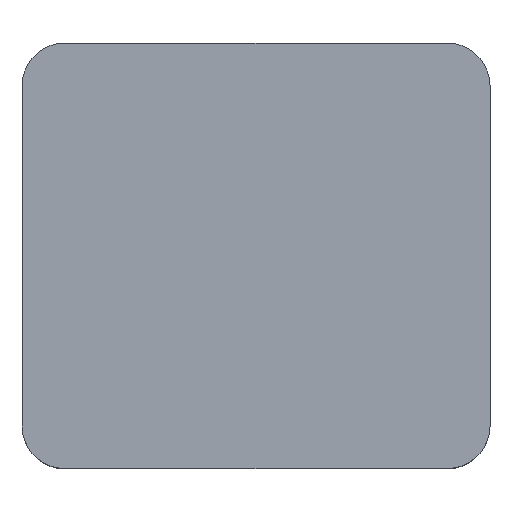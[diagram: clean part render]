
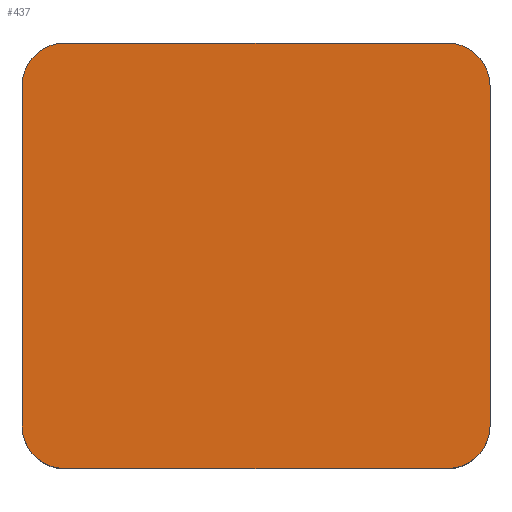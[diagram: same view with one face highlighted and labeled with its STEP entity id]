
A CAD part, top view. The second image highlights one B-rep face of the part: STEP entity #437.
In plain terms, the highlighted planar face has unit normal (0, 0, 1).
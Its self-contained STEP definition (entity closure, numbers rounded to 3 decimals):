
#32 = PLANE('',#33);
#33 = AXIS2_PLACEMENT_3D('',#34,#35,#36);
#34 = CARTESIAN_POINT('',(2.75,2.5,0.));
#35 = DIRECTION('',(0.,-1.,0.));
#36 = DIRECTION('',(-1.,0.,0.));
#57 = VERTEX_POINT('',#58);
#58 = CARTESIAN_POINT('',(2.25,2.5,3.));
#72 = CYLINDRICAL_SURFACE('',#73,0.5);
#73 = AXIS2_PLACEMENT_3D('',#74,#75,#76);
#74 = CARTESIAN_POINT('',(2.25,2.,0.));
#75 = DIRECTION('',(0.,0.,1.));
#76 = DIRECTION('',(0.,1.,0.));
#84 = EDGE_CURVE('',#57,#85,#87,.T.);
#85 = VERTEX_POINT('',#86);
#86 = CARTESIAN_POINT('',(-2.25,2.5,3.));
#87 = SURFACE_CURVE('',#88,(#92,#99),.PCURVE_S1.);
#88 = LINE('',#89,#90);
#89 = CARTESIAN_POINT('',(2.75,2.5,3.));
#90 = VECTOR('',#91,1.);
#91 = DIRECTION('',(-1.,0.,0.));
#92 = PCURVE('',#32,#93);
#93 = DEFINITIONAL_REPRESENTATION('',(#94),#98);
#94 = LINE('',#95,#96);
#95 = CARTESIAN_POINT('',(0.,-3.));
#96 = VECTOR('',#97,1.);
#97 = DIRECTION('',(1.,0.));
#98 = ( GEOMETRIC_REPRESENTATION_CONTEXT(2) 
PARAMETRIC_REPRESENTATION_CONTEXT() REPRESENTATION_CONTEXT('2D SPACE',''
  ) );
#99 = PCURVE('',#100,#105);
#100 = PLANE('',#101);
#101 = AXIS2_PLACEMENT_3D('',#102,#103,#104);
#102 = CARTESIAN_POINT('',(0.,0.,3.));
#103 = DIRECTION('',(0.,0.,1.));
#104 = DIRECTION('',(1.,0.,0.));
#105 = DEFINITIONAL_REPRESENTATION('',(#106),#110);
#106 = LINE('',#107,#108);
#107 = CARTESIAN_POINT('',(2.75,2.5));
#108 = VECTOR('',#109,1.);
#109 = DIRECTION('',(-1.,0.));
#110 = ( GEOMETRIC_REPRESENTATION_CONTEXT(2) 
PARAMETRIC_REPRESENTATION_CONTEXT() REPRESENTATION_CONTEXT('2D SPACE',''
  ) );
#126 = CYLINDRICAL_SURFACE('',#127,0.5);
#127 = AXIS2_PLACEMENT_3D('',#128,#129,#130);
#128 = CARTESIAN_POINT('',(-2.25,2.,0.));
#129 = DIRECTION('',(0.,0.,1.));
#130 = DIRECTION('',(0.,1.,0.));
#182 = PLANE('',#183);
#183 = AXIS2_PLACEMENT_3D('',#184,#185,#186);
#184 = CARTESIAN_POINT('',(-2.75,2.5,0.));
#185 = DIRECTION('',(1.,0.,0.));
#186 = DIRECTION('',(0.,-1.,0.));
#211 = CYLINDRICAL_SURFACE('',#212,0.5);
#212 = AXIS2_PLACEMENT_3D('',#213,#214,#215);
#213 = CARTESIAN_POINT('',(-2.25,-2.,0.));
#214 = DIRECTION('',(0.,0.,1.));
#215 = DIRECTION('',(-1.,0.,0.));
#239 = PLANE('',#240);
#240 = AXIS2_PLACEMENT_3D('',#241,#242,#243);
#241 = CARTESIAN_POINT('',(-2.75,-2.5,0.));
#242 = DIRECTION('',(0.,1.,0.));
#243 = DIRECTION('',(1.,0.,0.));
#268 = CYLINDRICAL_SURFACE('',#269,0.5);
#269 = AXIS2_PLACEMENT_3D('',#270,#271,#272);
#270 = CARTESIAN_POINT('',(2.25,-2.,0.));
#271 = DIRECTION('',(0.,0.,1.));
#272 = DIRECTION('',(0.,-1.,0.));
#296 = PLANE('',#297);
#297 = AXIS2_PLACEMENT_3D('',#298,#299,#300);
#298 = CARTESIAN_POINT('',(2.75,-2.5,0.));
#299 = DIRECTION('',(-1.,0.,0.));
#300 = DIRECTION('',(0.,1.,0.));
#339 = VERTEX_POINT('',#340);
#340 = CARTESIAN_POINT('',(2.75,2.,3.));
#361 = EDGE_CURVE('',#57,#339,#362,.T.);
#362 = SURFACE_CURVE('',#363,(#368,#375),.PCURVE_S1.);
#363 = CIRCLE('',#364,0.5);
#364 = AXIS2_PLACEMENT_3D('',#365,#366,#367);
#365 = CARTESIAN_POINT('',(2.25,2.,3.));
#366 = DIRECTION('',(-0.,-0.,-1.));
#367 = DIRECTION('',(0.,-1.,0.));
#368 = PCURVE('',#72,#369);
#369 = DEFINITIONAL_REPRESENTATION('',(#370),#374);
#370 = LINE('',#371,#372);
#371 = CARTESIAN_POINT('',(3.142,3.));
#372 = VECTOR('',#373,1.);
#373 = DIRECTION('',(-1.,0.));
#374 = ( GEOMETRIC_REPRESENTATION_CONTEXT(2) 
PARAMETRIC_REPRESENTATION_CONTEXT() REPRESENTATION_CONTEXT('2D SPACE',''
  ) );
#375 = PCURVE('',#100,#376);
#376 = DEFINITIONAL_REPRESENTATION('',(#377),#385);
#377 = ( BOUNDED_CURVE() B_SPLINE_CURVE(2,(#378,#379,#380,#381,#382,#383
,#384),.UNSPECIFIED.,.T.,.F.) B_SPLINE_CURVE_WITH_KNOTS((1,2,2,2,2,1),(
    -2.094,0.,2.094,4.189,6.283,
8.378),.UNSPECIFIED.) CURVE() GEOMETRIC_REPRESENTATION_ITEM() 
RATIONAL_B_SPLINE_CURVE((1.,0.5,1.,0.5,1.,0.5,1.)) REPRESENTATION_ITEM(
  '') );
#378 = CARTESIAN_POINT('',(2.25,1.5));
#379 = CARTESIAN_POINT('',(1.384,1.5));
#380 = CARTESIAN_POINT('',(1.817,2.25));
#381 = CARTESIAN_POINT('',(2.25,3.));
#382 = CARTESIAN_POINT('',(2.683,2.25));
#383 = CARTESIAN_POINT('',(3.116,1.5));
#384 = CARTESIAN_POINT('',(2.25,1.5));
#385 = ( GEOMETRIC_REPRESENTATION_CONTEXT(2) 
PARAMETRIC_REPRESENTATION_CONTEXT() REPRESENTATION_CONTEXT('2D SPACE',''
  ) );
#393 = VERTEX_POINT('',#394);
#394 = CARTESIAN_POINT('',(-2.75,2.,3.));
#415 = EDGE_CURVE('',#85,#393,#416,.T.);
#416 = SURFACE_CURVE('',#417,(#422,#429),.PCURVE_S1.);
#417 = CIRCLE('',#418,0.5);
#418 = AXIS2_PLACEMENT_3D('',#419,#420,#421);
#419 = CARTESIAN_POINT('',(-2.25,2.,3.));
#420 = DIRECTION('',(-0.,0.,1.));
#421 = DIRECTION('',(0.,-1.,0.));
#422 = PCURVE('',#126,#423);
#423 = DEFINITIONAL_REPRESENTATION('',(#424),#428);
#424 = LINE('',#425,#426);
#425 = CARTESIAN_POINT('',(-3.142,3.));
#426 = VECTOR('',#427,1.);
#427 = DIRECTION('',(1.,0.));
#428 = ( GEOMETRIC_REPRESENTATION_CONTEXT(2) 
PARAMETRIC_REPRESENTATION_CONTEXT() REPRESENTATION_CONTEXT('2D SPACE',''
  ) );
#429 = PCURVE('',#100,#430);
#430 = DEFINITIONAL_REPRESENTATION('',(#431),#435);
#431 = CIRCLE('',#432,0.5);
#432 = AXIS2_PLACEMENT_2D('',#433,#434);
#433 = CARTESIAN_POINT('',(-2.25,2.));
#434 = DIRECTION('',(0.,-1.));
#435 = ( GEOMETRIC_REPRESENTATION_CONTEXT(2) 
PARAMETRIC_REPRESENTATION_CONTEXT() REPRESENTATION_CONTEXT('2D SPACE',''
  ) );
#437 = ADVANCED_FACE('',(#438),#100,.T.);
#438 = FACE_BOUND('',#439,.T.);
#439 = EDGE_LOOP('',(#440,#441,#442,#465,#489,#512,#536,#557));
#440 = ORIENTED_EDGE('',*,*,#84,.T.);
#441 = ORIENTED_EDGE('',*,*,#415,.T.);
#442 = ORIENTED_EDGE('',*,*,#443,.T.);
#443 = EDGE_CURVE('',#393,#444,#446,.T.);
#444 = VERTEX_POINT('',#445);
#445 = CARTESIAN_POINT('',(-2.75,-2.,3.));
#446 = SURFACE_CURVE('',#447,(#451,#458),.PCURVE_S1.);
#447 = LINE('',#448,#449);
#448 = CARTESIAN_POINT('',(-2.75,2.5,3.));
#449 = VECTOR('',#450,1.);
#450 = DIRECTION('',(0.,-1.,0.));
#451 = PCURVE('',#100,#452);
#452 = DEFINITIONAL_REPRESENTATION('',(#453),#457);
#453 = LINE('',#454,#455);
#454 = CARTESIAN_POINT('',(-2.75,2.5));
#455 = VECTOR('',#456,1.);
#456 = DIRECTION('',(0.,-1.));
#457 = ( GEOMETRIC_REPRESENTATION_CONTEXT(2) 
PARAMETRIC_REPRESENTATION_CONTEXT() REPRESENTATION_CONTEXT('2D SPACE',''
  ) );
#458 = PCURVE('',#182,#459);
#459 = DEFINITIONAL_REPRESENTATION('',(#460),#464);
#460 = LINE('',#461,#462);
#461 = CARTESIAN_POINT('',(0.,-3.));
#462 = VECTOR('',#463,1.);
#463 = DIRECTION('',(1.,0.));
#464 = ( GEOMETRIC_REPRESENTATION_CONTEXT(2) 
PARAMETRIC_REPRESENTATION_CONTEXT() REPRESENTATION_CONTEXT('2D SPACE',''
  ) );
#465 = ORIENTED_EDGE('',*,*,#466,.T.);
#466 = EDGE_CURVE('',#444,#467,#469,.T.);
#467 = VERTEX_POINT('',#468);
#468 = CARTESIAN_POINT('',(-2.25,-2.5,3.));
#469 = SURFACE_CURVE('',#470,(#475,#482),.PCURVE_S1.);
#470 = CIRCLE('',#471,0.5);
#471 = AXIS2_PLACEMENT_3D('',#472,#473,#474);
#472 = CARTESIAN_POINT('',(-2.25,-2.,3.));
#473 = DIRECTION('',(-0.,0.,1.));
#474 = DIRECTION('',(0.,-1.,0.));
#475 = PCURVE('',#100,#476);
#476 = DEFINITIONAL_REPRESENTATION('',(#477),#481);
#477 = CIRCLE('',#478,0.5);
#478 = AXIS2_PLACEMENT_2D('',#479,#480);
#479 = CARTESIAN_POINT('',(-2.25,-2.));
#480 = DIRECTION('',(0.,-1.));
#481 = ( GEOMETRIC_REPRESENTATION_CONTEXT(2) 
PARAMETRIC_REPRESENTATION_CONTEXT() REPRESENTATION_CONTEXT('2D SPACE',''
  ) );
#482 = PCURVE('',#211,#483);
#483 = DEFINITIONAL_REPRESENTATION('',(#484),#488);
#484 = LINE('',#485,#486);
#485 = CARTESIAN_POINT('',(-4.712,3.));
#486 = VECTOR('',#487,1.);
#487 = DIRECTION('',(1.,0.));
#488 = ( GEOMETRIC_REPRESENTATION_CONTEXT(2) 
PARAMETRIC_REPRESENTATION_CONTEXT() REPRESENTATION_CONTEXT('2D SPACE',''
  ) );
#489 = ORIENTED_EDGE('',*,*,#490,.T.);
#490 = EDGE_CURVE('',#467,#491,#493,.T.);
#491 = VERTEX_POINT('',#492);
#492 = CARTESIAN_POINT('',(2.25,-2.5,3.));
#493 = SURFACE_CURVE('',#494,(#498,#505),.PCURVE_S1.);
#494 = LINE('',#495,#496);
#495 = CARTESIAN_POINT('',(-2.75,-2.5,3.));
#496 = VECTOR('',#497,1.);
#497 = DIRECTION('',(1.,0.,0.));
#498 = PCURVE('',#100,#499);
#499 = DEFINITIONAL_REPRESENTATION('',(#500),#504);
#500 = LINE('',#501,#502);
#501 = CARTESIAN_POINT('',(-2.75,-2.5));
#502 = VECTOR('',#503,1.);
#503 = DIRECTION('',(1.,0.));
#504 = ( GEOMETRIC_REPRESENTATION_CONTEXT(2) 
PARAMETRIC_REPRESENTATION_CONTEXT() REPRESENTATION_CONTEXT('2D SPACE',''
  ) );
#505 = PCURVE('',#239,#506);
#506 = DEFINITIONAL_REPRESENTATION('',(#507),#511);
#507 = LINE('',#508,#509);
#508 = CARTESIAN_POINT('',(0.,-3.));
#509 = VECTOR('',#510,1.);
#510 = DIRECTION('',(1.,0.));
#511 = ( GEOMETRIC_REPRESENTATION_CONTEXT(2) 
PARAMETRIC_REPRESENTATION_CONTEXT() REPRESENTATION_CONTEXT('2D SPACE',''
  ) );
#512 = ORIENTED_EDGE('',*,*,#513,.T.);
#513 = EDGE_CURVE('',#491,#514,#516,.T.);
#514 = VERTEX_POINT('',#515);
#515 = CARTESIAN_POINT('',(2.75,-2.,3.));
#516 = SURFACE_CURVE('',#517,(#522,#529),.PCURVE_S1.);
#517 = CIRCLE('',#518,0.5);
#518 = AXIS2_PLACEMENT_3D('',#519,#520,#521);
#519 = CARTESIAN_POINT('',(2.25,-2.,3.));
#520 = DIRECTION('',(-0.,0.,1.));
#521 = DIRECTION('',(0.,-1.,0.));
#522 = PCURVE('',#100,#523);
#523 = DEFINITIONAL_REPRESENTATION('',(#524),#528);
#524 = CIRCLE('',#525,0.5);
#525 = AXIS2_PLACEMENT_2D('',#526,#527);
#526 = CARTESIAN_POINT('',(2.25,-2.));
#527 = DIRECTION('',(0.,-1.));
#528 = ( GEOMETRIC_REPRESENTATION_CONTEXT(2) 
PARAMETRIC_REPRESENTATION_CONTEXT() REPRESENTATION_CONTEXT('2D SPACE',''
  ) );
#529 = PCURVE('',#268,#530);
#530 = DEFINITIONAL_REPRESENTATION('',(#531),#535);
#531 = LINE('',#532,#533);
#532 = CARTESIAN_POINT('',(0.,3.));
#533 = VECTOR('',#534,1.);
#534 = DIRECTION('',(1.,0.));
#535 = ( GEOMETRIC_REPRESENTATION_CONTEXT(2) 
PARAMETRIC_REPRESENTATION_CONTEXT() REPRESENTATION_CONTEXT('2D SPACE',''
  ) );
#536 = ORIENTED_EDGE('',*,*,#537,.T.);
#537 = EDGE_CURVE('',#514,#339,#538,.T.);
#538 = SURFACE_CURVE('',#539,(#543,#550),.PCURVE_S1.);
#539 = LINE('',#540,#541);
#540 = CARTESIAN_POINT('',(2.75,-2.5,3.));
#541 = VECTOR('',#542,1.);
#542 = DIRECTION('',(0.,1.,0.));
#543 = PCURVE('',#100,#544);
#544 = DEFINITIONAL_REPRESENTATION('',(#545),#549);
#545 = LINE('',#546,#547);
#546 = CARTESIAN_POINT('',(2.75,-2.5));
#547 = VECTOR('',#548,1.);
#548 = DIRECTION('',(0.,1.));
#549 = ( GEOMETRIC_REPRESENTATION_CONTEXT(2) 
PARAMETRIC_REPRESENTATION_CONTEXT() REPRESENTATION_CONTEXT('2D SPACE',''
  ) );
#550 = PCURVE('',#296,#551);
#551 = DEFINITIONAL_REPRESENTATION('',(#552),#556);
#552 = LINE('',#553,#554);
#553 = CARTESIAN_POINT('',(0.,-3.));
#554 = VECTOR('',#555,1.);
#555 = DIRECTION('',(1.,0.));
#556 = ( GEOMETRIC_REPRESENTATION_CONTEXT(2) 
PARAMETRIC_REPRESENTATION_CONTEXT() REPRESENTATION_CONTEXT('2D SPACE',''
  ) );
#557 = ORIENTED_EDGE('',*,*,#361,.F.);
